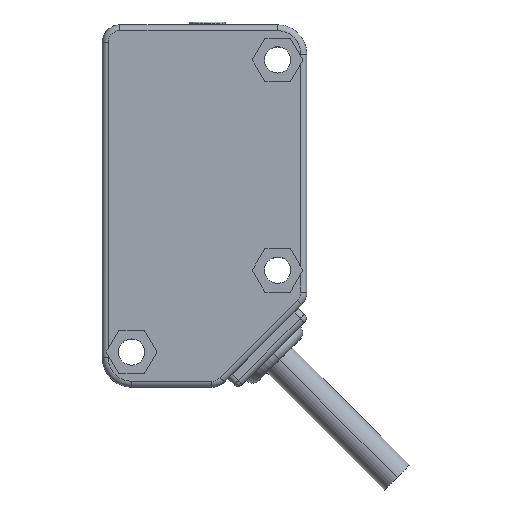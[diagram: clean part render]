
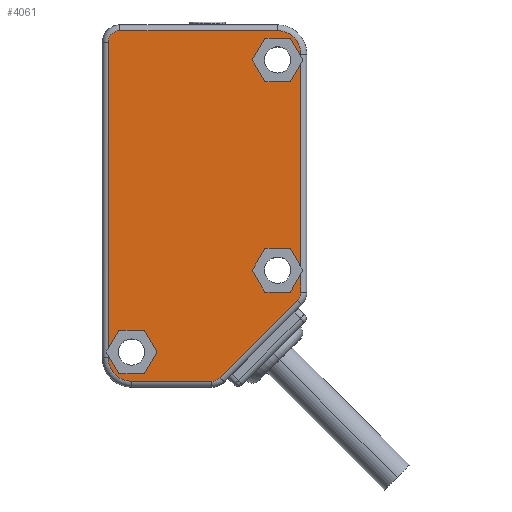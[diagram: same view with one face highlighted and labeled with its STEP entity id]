
A CAD part, top view. The second image highlights one B-rep face of the part: STEP entity #4061.
In plain terms, the highlighted planar face has unit normal (0, 0, 1).
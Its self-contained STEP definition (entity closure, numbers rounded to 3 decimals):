
#554=DIRECTION('',(-0.5,-0.866,0.));
#555=VECTOR('',#554,4.33);
#556=CARTESIAN_POINT('',(27.835,-14.25,9.));
#557=LINE('',#556,#555);
#561=DIRECTION('',(0.5,-0.866,0.));
#562=VECTOR('',#561,4.33);
#563=CARTESIAN_POINT('',(25.67,-18.,9.));
#564=LINE('',#563,#562);
#568=DIRECTION('',(1.,0.,0.));
#569=VECTOR('',#568,4.33);
#570=CARTESIAN_POINT('',(27.835,-21.75,9.));
#571=LINE('',#570,#569);
#575=DIRECTION('',(0.5,0.866,0.));
#576=VECTOR('',#575,3.67);
#577=CARTESIAN_POINT('',(32.165,-21.75,9.));
#578=LINE('',#577,#576);
#582=DIRECTION('',(0.,1.,0.));
#583=VECTOR('',#582,3.185);
#584=CARTESIAN_POINT('',(34.,-21.757,9.));
#585=LINE('',#584,#583);
#589=CARTESIAN_POINT('',(32.,-21.757,9.));
#590=DIRECTION('',(0.,0.,1.));
#591=DIRECTION('',(0.707,-0.707,0.));
#592=AXIS2_PLACEMENT_3D('',#589,#590,#591);
#597=DIRECTION('',(0.707,0.707,0.));
#598=VECTOR('',#597,18.728);
#599=CARTESIAN_POINT('',(20.171,-36.414,9.));
#600=LINE('',#599,#598);
#604=CARTESIAN_POINT('',(18.757,-35.,9.));
#605=DIRECTION('',(0.,0.,1.));
#606=DIRECTION('',(0.,-1.,0.));
#607=AXIS2_PLACEMENT_3D('',#604,#605,#606);
#612=DIRECTION('',(1.,0.,0.));
#613=VECTOR('',#612,13.757);
#614=CARTESIAN_POINT('',(5.,-37.,9.));
#615=LINE('',#614,#613);
#619=CARTESIAN_POINT('',(5.,-33.,9.));
#620=DIRECTION('',(0.,0.,1.));
#621=DIRECTION('',(-1.,0.,0.));
#622=AXIS2_PLACEMENT_3D('',#619,#620,#621);
#627=DIRECTION('',(0.,-1.,0.));
#628=VECTOR('',#627,0.428);
#629=CARTESIAN_POINT('',(1.,-32.572,9.));
#630=LINE('',#629,#628);
#634=DIRECTION('',(0.5,-0.866,0.));
#635=VECTOR('',#634,3.67);
#636=CARTESIAN_POINT('',(1.,-32.572,9.));
#637=LINE('',#636,#635);
#641=DIRECTION('',(1.,0.,0.));
#642=VECTOR('',#641,4.33);
#643=CARTESIAN_POINT('',(2.835,-35.75,9.));
#644=LINE('',#643,#642);
#648=DIRECTION('',(0.5,0.866,0.));
#649=VECTOR('',#648,4.33);
#650=CARTESIAN_POINT('',(7.165,-35.75,9.));
#651=LINE('',#650,#649);
#655=DIRECTION('',(-0.5,0.866,0.));
#656=VECTOR('',#655,4.33);
#657=CARTESIAN_POINT('',(9.33,-32.,9.));
#658=LINE('',#657,#656);
#662=DIRECTION('',(-1.,0.,0.));
#663=VECTOR('',#662,4.33);
#664=CARTESIAN_POINT('',(7.165,-28.25,9.));
#665=LINE('',#664,#663);
#669=DIRECTION('',(-0.5,-0.866,0.));
#670=VECTOR('',#669,3.67);
#671=CARTESIAN_POINT('',(2.835,-28.25,9.));
#672=LINE('',#671,#670);
#676=DIRECTION('',(0.,-1.,0.));
#677=VECTOR('',#676,52.428);
#678=CARTESIAN_POINT('',(1.,21.,9.));
#679=LINE('',#678,#677);
#683=CARTESIAN_POINT('',(3.,21.,9.));
#684=DIRECTION('',(0.,0.,1.));
#685=DIRECTION('',(0.,1.,0.));
#686=AXIS2_PLACEMENT_3D('',#683,#684,#685);
#691=DIRECTION('',(-1.,0.,0.));
#692=VECTOR('',#691,27.);
#693=CARTESIAN_POINT('',(30.,23.,9.));
#694=LINE('',#693,#692);
#698=CARTESIAN_POINT('',(30.,19.,9.));
#699=DIRECTION('',(0.,0.,1.));
#700=DIRECTION('',(1.,0.,0.));
#701=AXIS2_PLACEMENT_3D('',#698,#699,#700);
#706=DIRECTION('',(0.,1.,0.));
#707=VECTOR('',#706,0.428);
#708=CARTESIAN_POINT('',(34.,18.572,9.));
#709=LINE('',#708,#707);
#713=DIRECTION('',(-0.5,0.866,0.));
#714=VECTOR('',#713,3.67);
#715=CARTESIAN_POINT('',(34.,18.572,9.));
#716=LINE('',#715,#714);
#720=DIRECTION('',(-1.,0.,0.));
#721=VECTOR('',#720,4.33);
#722=CARTESIAN_POINT('',(32.165,21.75,9.));
#723=LINE('',#722,#721);
#727=DIRECTION('',(-0.5,-0.866,0.));
#728=VECTOR('',#727,4.33);
#729=CARTESIAN_POINT('',(27.835,21.75,9.));
#730=LINE('',#729,#728);
#734=DIRECTION('',(0.5,-0.866,0.));
#735=VECTOR('',#734,4.33);
#736=CARTESIAN_POINT('',(25.67,18.,9.));
#737=LINE('',#736,#735);
#741=DIRECTION('',(1.,0.,0.));
#742=VECTOR('',#741,4.33);
#743=CARTESIAN_POINT('',(27.835,14.25,9.));
#744=LINE('',#743,#742);
#748=DIRECTION('',(0.5,0.866,0.));
#749=VECTOR('',#748,3.67);
#750=CARTESIAN_POINT('',(32.165,14.25,9.));
#751=LINE('',#750,#749);
#755=DIRECTION('',(0.,1.,0.));
#756=VECTOR('',#755,34.856);
#757=CARTESIAN_POINT('',(34.,-17.428,9.));
#758=LINE('',#757,#756);
#762=DIRECTION('',(-0.5,0.866,0.));
#763=VECTOR('',#762,3.67);
#764=CARTESIAN_POINT('',(34.,-17.428,9.));
#765=LINE('',#764,#763);
#769=DIRECTION('',(-1.,0.,0.));
#770=VECTOR('',#769,4.33);
#771=CARTESIAN_POINT('',(32.165,-14.25,9.));
#772=LINE('',#771,#770);
#3115=CARTESIAN_POINT('',(3.,23.,9.));
#3116=CARTESIAN_POINT('',(1.,21.,9.));
#3117=VERTEX_POINT('',#3115);
#3118=VERTEX_POINT('',#3116);
#3125=CARTESIAN_POINT('',(1.,-33.,9.));
#3126=CARTESIAN_POINT('',(5.,-37.,9.));
#3127=VERTEX_POINT('',#3125);
#3128=VERTEX_POINT('',#3126);
#3131=CARTESIAN_POINT('',(18.757,-37.,9.));
#3132=VERTEX_POINT('',#3131);
#3135=CARTESIAN_POINT('',(20.171,-36.414,9.));
#3136=VERTEX_POINT('',#3135);
#3139=CARTESIAN_POINT('',(33.414,-23.171,9.));
#3140=VERTEX_POINT('',#3139);
#3141=CARTESIAN_POINT('',(34.,-21.757,9.));
#3142=VERTEX_POINT('',#3141);
#3149=CARTESIAN_POINT('',(34.,19.,9.));
#3150=CARTESIAN_POINT('',(30.,23.,9.));
#3151=VERTEX_POINT('',#3149);
#3152=VERTEX_POINT('',#3150);
#3255=CARTESIAN_POINT('',(27.835,21.75,9.));
#3256=CARTESIAN_POINT('',(25.67,18.,9.));
#3257=VERTEX_POINT('',#3255);
#3258=VERTEX_POINT('',#3256);
#3259=CARTESIAN_POINT('',(27.835,14.25,9.));
#3260=VERTEX_POINT('',#3259);
#3261=CARTESIAN_POINT('',(32.165,14.25,9.));
#3262=VERTEX_POINT('',#3261);
#3263=CARTESIAN_POINT('',(34.,17.428,9.));
#3264=VERTEX_POINT('',#3263);
#3265=CARTESIAN_POINT('',(34.,18.572,9.));
#3266=CARTESIAN_POINT('',(32.165,21.75,9.));
#3267=VERTEX_POINT('',#3265);
#3268=VERTEX_POINT('',#3266);
#3287=CARTESIAN_POINT('',(2.835,-28.25,9.));
#3288=CARTESIAN_POINT('',(1.,-31.428,9.));
#3289=VERTEX_POINT('',#3287);
#3290=VERTEX_POINT('',#3288);
#3291=CARTESIAN_POINT('',(1.,-32.572,9.));
#3292=CARTESIAN_POINT('',(2.835,-35.75,9.));
#3293=VERTEX_POINT('',#3291);
#3294=VERTEX_POINT('',#3292);
#3295=CARTESIAN_POINT('',(7.165,-35.75,9.));
#3296=VERTEX_POINT('',#3295);
#3297=CARTESIAN_POINT('',(9.33,-32.,9.));
#3298=VERTEX_POINT('',#3297);
#3299=CARTESIAN_POINT('',(7.165,-28.25,9.));
#3300=VERTEX_POINT('',#3299);
#3319=CARTESIAN_POINT('',(27.835,-14.25,9.));
#3320=CARTESIAN_POINT('',(25.67,-18.,9.));
#3321=VERTEX_POINT('',#3319);
#3322=VERTEX_POINT('',#3320);
#3323=CARTESIAN_POINT('',(27.835,-21.75,9.));
#3324=VERTEX_POINT('',#3323);
#3325=CARTESIAN_POINT('',(32.165,-21.75,9.));
#3326=VERTEX_POINT('',#3325);
#3327=CARTESIAN_POINT('',(34.,-18.572,9.));
#3328=VERTEX_POINT('',#3327);
#3329=CARTESIAN_POINT('',(34.,-17.428,9.));
#3330=CARTESIAN_POINT('',(32.165,-14.25,9.));
#3331=VERTEX_POINT('',#3329);
#3332=VERTEX_POINT('',#3330);
#3993=CARTESIAN_POINT('',(0.,0.,9.));
#3994=DIRECTION('',(0.,0.,1.));
#3995=DIRECTION('',(1.,0.,0.));
#3996=AXIS2_PLACEMENT_3D('',#3993,#3994,#3995);
#3997=PLANE('',#3996);
#3999=ORIENTED_EDGE('',*,*,#3998,.T.);
#4001=ORIENTED_EDGE('',*,*,#4000,.T.);
#4003=ORIENTED_EDGE('',*,*,#4002,.T.);
#4005=ORIENTED_EDGE('',*,*,#4004,.T.);
#4007=ORIENTED_EDGE('',*,*,#4006,.F.);
#4009=ORIENTED_EDGE('',*,*,#4008,.F.);
#4011=ORIENTED_EDGE('',*,*,#4010,.F.);
#4013=ORIENTED_EDGE('',*,*,#4012,.F.);
#4015=ORIENTED_EDGE('',*,*,#4014,.F.);
#4017=ORIENTED_EDGE('',*,*,#4016,.F.);
#4019=ORIENTED_EDGE('',*,*,#4018,.F.);
#4021=ORIENTED_EDGE('',*,*,#4020,.T.);
#4023=ORIENTED_EDGE('',*,*,#4022,.T.);
#4025=ORIENTED_EDGE('',*,*,#4024,.T.);
#4027=ORIENTED_EDGE('',*,*,#4026,.T.);
#4029=ORIENTED_EDGE('',*,*,#4028,.T.);
#4030=ORIENTED_EDGE('',*,*,#3981,.T.);
#4032=ORIENTED_EDGE('',*,*,#4031,.F.);
#4034=ORIENTED_EDGE('',*,*,#4033,.F.);
#4036=ORIENTED_EDGE('',*,*,#4035,.F.);
#4038=ORIENTED_EDGE('',*,*,#4037,.F.);
#4040=ORIENTED_EDGE('',*,*,#4039,.F.);
#4042=ORIENTED_EDGE('',*,*,#4041,.T.);
#4044=ORIENTED_EDGE('',*,*,#4043,.T.);
#4046=ORIENTED_EDGE('',*,*,#4045,.T.);
#4048=ORIENTED_EDGE('',*,*,#4047,.T.);
#4050=ORIENTED_EDGE('',*,*,#4049,.T.);
#4052=ORIENTED_EDGE('',*,*,#4051,.T.);
#4054=ORIENTED_EDGE('',*,*,#4053,.F.);
#4056=ORIENTED_EDGE('',*,*,#4055,.T.);
#4058=ORIENTED_EDGE('',*,*,#4057,.T.);
#4059=EDGE_LOOP('',(#3999,#4001,#4003,#4005,#4007,#4009,#4011,#4013,#4015,#4017,
#4019,#4021,#4023,#4025,#4027,#4029,#4030,#4032,#4034,#4036,#4038,#4040,#4042,
#4044,#4046,#4048,#4050,#4052,#4054,#4056,#4058));
#4060=FACE_OUTER_BOUND('',#4059,.F.);
#4061=ADVANCED_FACE('',(#4060),#3997,.T.);
#593=CIRCLE('',#592,2.);
#608=CIRCLE('',#607,2.);
#623=CIRCLE('',#622,4.);
#687=CIRCLE('',#686,2.);
#702=CIRCLE('',#701,4.);
#3981=EDGE_CURVE('',#3289,#3290,#672,.T.);
#3998=EDGE_CURVE('',#3321,#3322,#557,.T.);
#4000=EDGE_CURVE('',#3322,#3324,#564,.T.);
#4002=EDGE_CURVE('',#3324,#3326,#571,.T.);
#4004=EDGE_CURVE('',#3326,#3328,#578,.T.);
#4006=EDGE_CURVE('',#3142,#3328,#585,.T.);
#4008=EDGE_CURVE('',#3140,#3142,#593,.T.);
#4010=EDGE_CURVE('',#3136,#3140,#600,.T.);
#4012=EDGE_CURVE('',#3132,#3136,#608,.T.);
#4014=EDGE_CURVE('',#3128,#3132,#615,.T.);
#4016=EDGE_CURVE('',#3127,#3128,#623,.T.);
#4018=EDGE_CURVE('',#3293,#3127,#630,.T.);
#4020=EDGE_CURVE('',#3293,#3294,#637,.T.);
#4022=EDGE_CURVE('',#3294,#3296,#644,.T.);
#4024=EDGE_CURVE('',#3296,#3298,#651,.T.);
#4026=EDGE_CURVE('',#3298,#3300,#658,.T.);
#4028=EDGE_CURVE('',#3300,#3289,#665,.T.);
#4031=EDGE_CURVE('',#3118,#3290,#679,.T.);
#4033=EDGE_CURVE('',#3117,#3118,#687,.T.);
#4035=EDGE_CURVE('',#3152,#3117,#694,.T.);
#4037=EDGE_CURVE('',#3151,#3152,#702,.T.);
#4039=EDGE_CURVE('',#3267,#3151,#709,.T.);
#4041=EDGE_CURVE('',#3267,#3268,#716,.T.);
#4043=EDGE_CURVE('',#3268,#3257,#723,.T.);
#4045=EDGE_CURVE('',#3257,#3258,#730,.T.);
#4047=EDGE_CURVE('',#3258,#3260,#737,.T.);
#4049=EDGE_CURVE('',#3260,#3262,#744,.T.);
#4051=EDGE_CURVE('',#3262,#3264,#751,.T.);
#4053=EDGE_CURVE('',#3331,#3264,#758,.T.);
#4055=EDGE_CURVE('',#3331,#3332,#765,.T.);
#4057=EDGE_CURVE('',#3332,#3321,#772,.T.);
